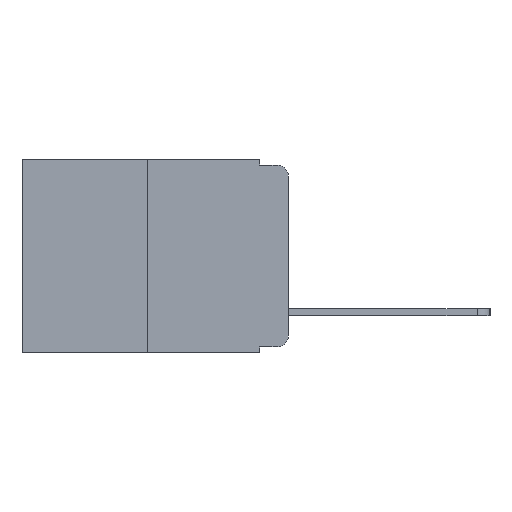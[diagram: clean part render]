
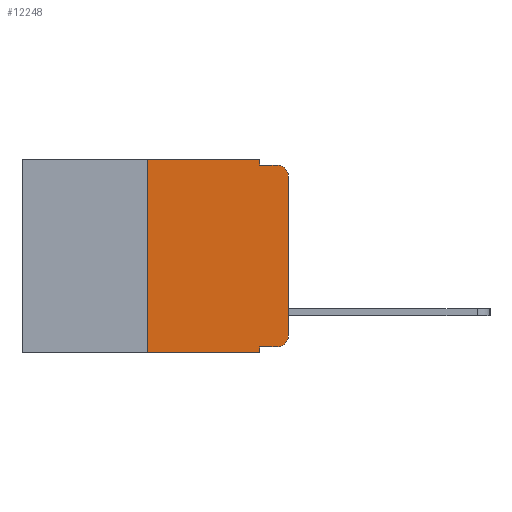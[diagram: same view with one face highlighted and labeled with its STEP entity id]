
A CAD part, left-side view. The second image highlights one B-rep face of the part: STEP entity #12248.
In plain terms, the highlighted planar face has unit normal (-1, 0, 0).
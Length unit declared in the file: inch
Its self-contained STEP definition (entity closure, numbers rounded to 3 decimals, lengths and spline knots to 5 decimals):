
#4 = VERTEX_POINT ( 'NONE', #7899 ) ;
#45 = EDGE_CURVE ( 'NONE', #4, #1932, #8799, .T. ) ;
#225 = CARTESIAN_POINT ( 'NONE',  ( 0., 0.02, -0.01 ) ) ;
#357 = EDGE_CURVE ( 'NONE', #2563, #5500, #1418, .T. ) ;
#390 = CARTESIAN_POINT ( 'NONE',  ( 0., 0., 0. ) ) ;
#455 = CARTESIAN_POINT ( 'NONE',  ( 0., 0.051, -0.01 ) ) ;
#624 = LINE ( 'NONE', #5667, #7454 ) ;
#673 = VERTEX_POINT ( 'NONE', #1490 ) ;
#1047 = LINE ( 'NONE', #13337, #4145 ) ;
#1142 = VECTOR ( 'NONE', #12479, 39.37008 ) ;
#1250 = VECTOR ( 'NONE', #3086, 39.37008 ) ;
#1418 = CIRCLE ( 'NONE', #12092, 0.02 ) ;
#1490 = CARTESIAN_POINT ( 'NONE',  ( 0., 0.25, 0. ) ) ;
#1750 = CARTESIAN_POINT ( 'NONE',  ( 0., 0.473, 0. ) ) ;
#1890 = ORIENTED_EDGE ( 'NONE', *, *, #12552, .T. ) ;
#1932 = VERTEX_POINT ( 'NONE', #225 ) ;
#1988 = ORIENTED_EDGE ( 'NONE', *, *, #7358, .T. ) ;
#2175 = EDGE_CURVE ( 'NONE', #10976, #11995, #1047, .T. ) ;
#2231 = DIRECTION ( 'NONE',  ( -1., 0., 0. ) ) ;
#2361 = CARTESIAN_POINT ( 'NONE',  ( 0., 0.473, 0. ) ) ;
#2481 = EDGE_CURVE ( 'NONE', #4350, #673, #7293, .T. ) ;
#2548 = CARTESIAN_POINT ( 'NONE',  ( 0., 0.25, 0. ) ) ;
#2563 = VERTEX_POINT ( 'NONE', #7729 ) ;
#2863 = CARTESIAN_POINT ( 'NONE',  ( 0., 0.051, -0.333 ) ) ;
#2868 = LINE ( 'NONE', #7269, #5868 ) ;
#2941 = ORIENTED_EDGE ( 'NONE', *, *, #357, .T. ) ;
#3066 = EDGE_CURVE ( 'NONE', #673, #10976, #5545, .T. ) ;
#3086 = DIRECTION ( 'NONE',  ( 0., -1., 0. ) ) ;
#4030 = CARTESIAN_POINT ( 'NONE',  ( 0., 0.25, -0.343 ) ) ;
#4145 = VECTOR ( 'NONE', #12117, 39.37008 ) ;
#4235 = CARTESIAN_POINT ( 'NONE',  ( 0., 0.02, -0.03 ) ) ;
#4350 = VERTEX_POINT ( 'NONE', #4030 ) ;
#4748 = DIRECTION ( 'NONE',  ( 0., -1., 0. ) ) ;
#4826 = EDGE_LOOP ( 'NONE', ( #1988, #8121, #5669, #13944, #5271, #16449, #1890, #6897, #16338, #2941 ) ) ;
#4974 = DIRECTION ( 'NONE',  ( 0., 0., -1. ) ) ;
#5048 = LINE ( 'NONE', #14961, #1142 ) ;
#5271 = ORIENTED_EDGE ( 'NONE', *, *, #3066, .F. ) ;
#5421 = CARTESIAN_POINT ( 'NONE',  ( 0., 0.051, 0. ) ) ;
#5500 = VERTEX_POINT ( 'NONE', #13769 ) ;
#5529 = DIRECTION ( 'NONE',  ( 0., 0., -1. ) ) ;
#5545 = LINE ( 'NONE', #1750, #1250 ) ;
#5667 = CARTESIAN_POINT ( 'NONE',  ( 0., 0.473, -0.343 ) ) ;
#5669 = ORIENTED_EDGE ( 'NONE', *, *, #6258, .F. ) ;
#5776 = CARTESIAN_POINT ( 'NONE',  ( 0., 0.051, 0. ) ) ;
#5868 = VECTOR ( 'NONE', #4748, 39.37008 ) ;
#5918 = EDGE_CURVE ( 'NONE', #10820, #7636, #7990, .T. ) ;
#6019 = VECTOR ( 'NONE', #14381, 39.37008 ) ;
#6258 = EDGE_CURVE ( 'NONE', #11995, #1932, #2868, .T. ) ;
#6897 = ORIENTED_EDGE ( 'NONE', *, *, #5918, .F. ) ;
#7269 = CARTESIAN_POINT ( 'NONE',  ( 0., 0.051, -0.01 ) ) ;
#7293 = LINE ( 'NONE', #2548, #13222 ) ;
#7358 = EDGE_CURVE ( 'NONE', #5500, #4, #9723, .T. ) ;
#7454 = VECTOR ( 'NONE', #13220, 39.37008 ) ;
#7636 = VERTEX_POINT ( 'NONE', #9876 ) ;
#7729 = CARTESIAN_POINT ( 'NONE',  ( 0., 0.02, -0.333 ) ) ;
#7899 = CARTESIAN_POINT ( 'NONE',  ( 0., 0., -0.03 ) ) ;
#7990 = LINE ( 'NONE', #5421, #11028 ) ;
#8121 = ORIENTED_EDGE ( 'NONE', *, *, #45, .T. ) ;
#8799 = CIRCLE ( 'NONE', #14869, 0.02 ) ;
#9723 = LINE ( 'NONE', #390, #6019 ) ;
#9825 = CARTESIAN_POINT ( 'NONE',  ( 0., 0.02, -0.313 ) ) ;
#9876 = CARTESIAN_POINT ( 'NONE',  ( 0., 0.051, -0.343 ) ) ;
#10820 = VERTEX_POINT ( 'NONE', #2863 ) ;
#10976 = VERTEX_POINT ( 'NONE', #5776 ) ;
#11028 = VECTOR ( 'NONE', #14238, 39.37008 ) ;
#11157 = DIRECTION ( 'NONE',  ( 0., 0., -1. ) ) ;
#11995 = VERTEX_POINT ( 'NONE', #455 ) ;
#12092 = AXIS2_PLACEMENT_3D ( 'NONE', #9825, #2231, #11157 ) ;
#12117 = DIRECTION ( 'NONE',  ( 0., 0., -1. ) ) ;
#12248 = ADVANCED_FACE ( 'NONE', ( #15922 ), #12495, .F. ) ;
#12268 = AXIS2_PLACEMENT_3D ( 'NONE', #2361, #12531, #4974 ) ;
#12479 = DIRECTION ( 'NONE',  ( 0., -1., 0. ) ) ;
#12495 = PLANE ( 'NONE',  #12268 ) ;
#12531 = DIRECTION ( 'NONE',  ( 1., 0., 0. ) ) ;
#12552 = EDGE_CURVE ( 'NONE', #4350, #7636, #624, .T. ) ;
#13078 = DIRECTION ( 'NONE',  ( -1., 0., 0. ) ) ;
#13220 = DIRECTION ( 'NONE',  ( 0., -1., 0. ) ) ;
#13222 = VECTOR ( 'NONE', #13935, 39.37008 ) ;
#13337 = CARTESIAN_POINT ( 'NONE',  ( 0., 0.051, 0. ) ) ;
#13769 = CARTESIAN_POINT ( 'NONE',  ( 0., 0., -0.313 ) ) ;
#13935 = DIRECTION ( 'NONE',  ( 0., 0., 1. ) ) ;
#13944 = ORIENTED_EDGE ( 'NONE', *, *, #2175, .F. ) ;
#14238 = DIRECTION ( 'NONE',  ( 0., 0., -1. ) ) ;
#14352 = EDGE_CURVE ( 'NONE', #10820, #2563, #5048, .T. ) ;
#14381 = DIRECTION ( 'NONE',  ( 0., 0., 1. ) ) ;
#14869 = AXIS2_PLACEMENT_3D ( 'NONE', #4235, #13078, #5529 ) ;
#14961 = CARTESIAN_POINT ( 'NONE',  ( 0., 0.051, -0.333 ) ) ;
#15922 = FACE_OUTER_BOUND ( 'NONE', #4826, .T. ) ;
#16338 = ORIENTED_EDGE ( 'NONE', *, *, #14352, .T. ) ;
#16449 = ORIENTED_EDGE ( 'NONE', *, *, #2481, .F. ) ;
